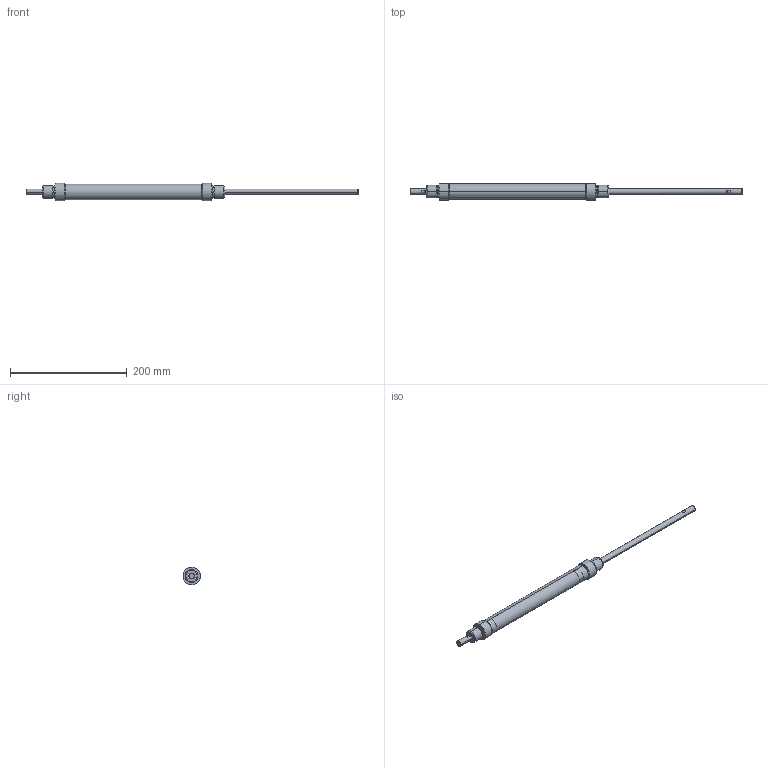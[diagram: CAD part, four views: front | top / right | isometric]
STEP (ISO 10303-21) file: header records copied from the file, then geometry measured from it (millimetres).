
FILE_DESCRIPTION((''),'2;1');
FILE_NAME('DRIM_25_200_ASM','2010-05-24T',('haliho'),(''),'PRO/ENGINEER BY PARAMETRIC TECHNOLOGY CORPORATION, 2006320','PRO/ENGINEER BY PARAMETRIC TECHNOLOGY CORPORATION, 2006320','');
FILE_SCHEMA(('AUTOMOTIVE_DESIGN_CC2 { 1 2 10303 214 -1 1 5 2 }'));
Length unit declared in the file: millimetre
Products named in the file (3): CYLINDER; PISTON; DRIM_25_200_ASM
Assembly tree (2 placements, depth 2):
  DRIM_25_200_ASM
    CYLINDER
    PISTON
Bounding box: 568 x 28.5 x 30 mm (x, y, z)
Volume: 105098.8 mm3; surface area: 67354.1 mm2
Topology: 2 solids, 2 shells, 84 faces, 192 edges, 124 vertices
Faces by surface type: cylinder 38, plane 30, cone 16
Entity records: 2875 total; most frequent: CARTESIAN_POINT 505, DIRECTION 442, ORIENTED_EDGE 384, EDGE_CURVE 192, AXIS2_PLACEMENT_3D 177, VERTEX_POINT 124, EDGE_LOOP 102, VECTOR 88
